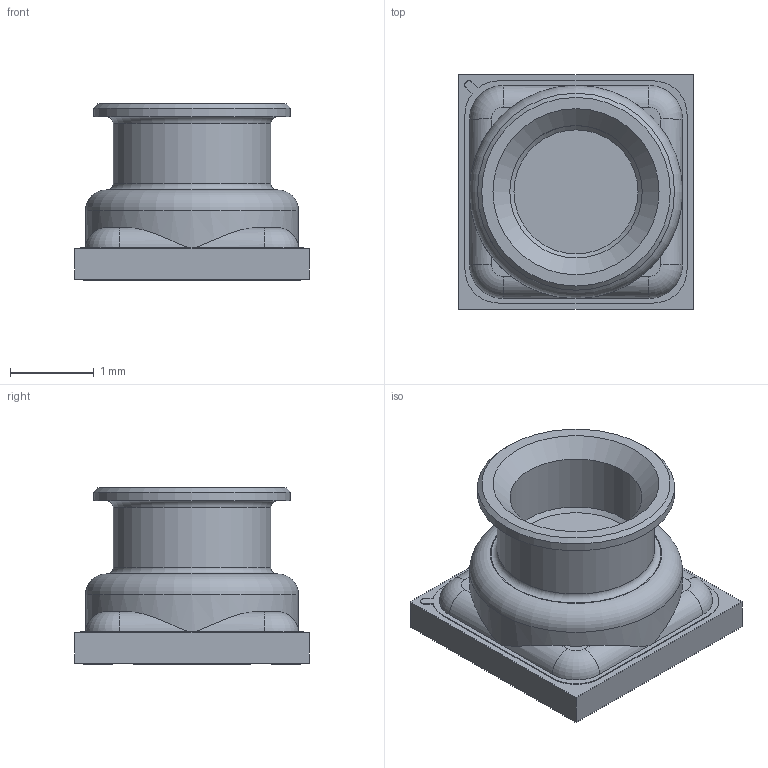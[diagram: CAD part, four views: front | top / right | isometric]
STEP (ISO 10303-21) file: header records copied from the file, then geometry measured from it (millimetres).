
FILE_DESCRIPTION(/* description */ ('Unknown'),/* implementation_level */ '2;1');
FILE_NAME(/* name */ 'ILPS28QSWTR',/* time_stamp */ '2023-09-07T09:41:36+02:00',/* author */ ('Unknown'),/* organization */ ('Unknown'),/* preprocessor_version */ 'ST-DEVELOPER v18.102',/* originating_system */ 'Solid Edge',/* authorisation */ 'Unknown');
FILE_SCHEMA (('AUTOMOTIVE_DESIGN {1 0 10303 214 3 1 1}'));
Length unit declared in the file: millimetre
Products named in the file (1): ILPS28QSWTR
Bounding box: 2.8 x 2.8 x 2.1 mm (x, y, z)
Volume: 7.7 mm3; surface area: 37.2 mm2
Topology: 1 solids, 1 shells, 89 faces, 221 edges, 146 vertices
Faces by surface type: plane 57, cylinder 22, torus 7, cone 3
Full cylindrical faces by diameter (mm): 1.58 x1, 1.88 x1, 2.35 x1, 2.54 x1
Entity records: 3231 total; most frequent: CARTESIAN_POINT 525, ORIENTED_EDGE 416, DIRECTION 409, EDGE_CURVE 208, VERTEX_POINT 143, AXIS2_PLACEMENT_3D 139, LINE 131, VECTOR 131
